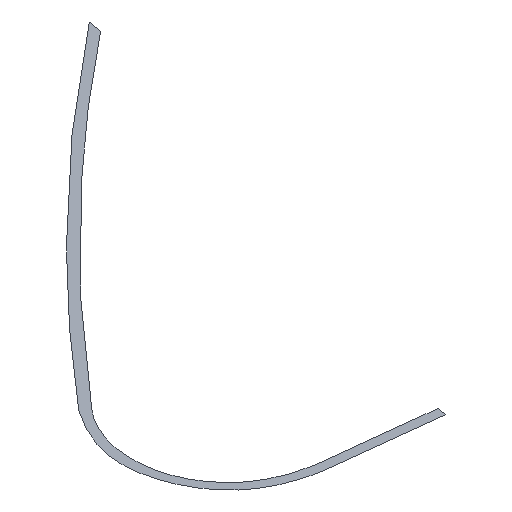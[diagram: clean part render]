
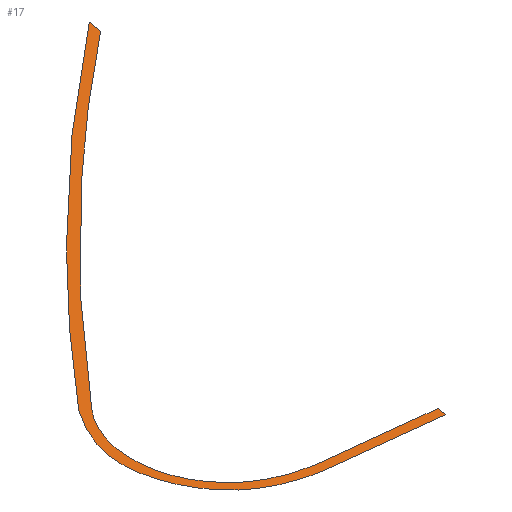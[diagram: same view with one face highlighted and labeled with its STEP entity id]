
A CAD part, isometric view. The second image highlights one B-rep face of the part: STEP entity #17.
In plain terms, the highlighted planar face has unit normal (0.003, 0.001, -1).
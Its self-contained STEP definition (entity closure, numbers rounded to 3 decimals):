
#17 = ADVANCED_FACE('',(#18),#35,.T.);
#18 = FACE_BOUND('',#19,.F.);
#19 = EDGE_LOOP('',(#20,#49,#71,#87,#103,#119,#141,#163,#185));
#20 = ORIENTED_EDGE('',*,*,#21,.T.);
#21 = EDGE_CURVE('',#22,#24,#26,.T.);
#22 = VERTEX_POINT('',#23);
#23 = CARTESIAN_POINT('',(45.334,73.933,0.217)
  );
#24 = VERTEX_POINT('',#25);
#25 = CARTESIAN_POINT('',(-28.059,2.815,
    -0.082));
#26 = SURFACE_CURVE('',#27,(#34),.PCURVE_S1.);
#27 = B_SPLINE_CURVE_WITH_KNOTS('',3,(#28,#29,#30,#31,#32,#33),
  .UNSPECIFIED.,.F.,.F.,(4,1,1,4),(0.,0.333,0.667,1.),
  .UNSPECIFIED.);
#28 = CARTESIAN_POINT('',(45.334,73.933,0.217)
  );
#29 = CARTESIAN_POINT('',(36.381,66.882,0.182
    ));
#30 = CARTESIAN_POINT('',(19.006,52.211,0.114
    ));
#31 = CARTESIAN_POINT('',(-5.527,28.438,
    0.014));
#32 = CARTESIAN_POINT('',(-20.733,11.538,
    -0.05));
#33 = CARTESIAN_POINT('',(-28.059,2.815,
    -0.082));
#34 = PCURVE('',#35,#40);
#35 = PLANE('',#36);
#36 = AXIS2_PLACEMENT_3D('',#37,#38,#39);
#37 = CARTESIAN_POINT('',(45.894,74.456,0.219));
#38 = DIRECTION('',(0.003,0.001,-1.
    ));
#39 = DIRECTION('',(-0.175,-0.985,-0.002)
  );
#40 = DEFINITIONAL_REPRESENTATION('',(#41),#48);
#41 = B_SPLINE_CURVE_WITH_KNOTS('',3,(#42,#43,#44,#45,#46,#47),
  .UNSPECIFIED.,.F.,.F.,(4,1,1,4),(0.,0.333,0.667,1.),
  .UNSPECIFIED.);
#42 = CARTESIAN_POINT('',(0.612,0.46));
#43 = CARTESIAN_POINT('',(9.118,8.046));
#44 = CARTESIAN_POINT('',(26.596,22.594));
#45 = CARTESIAN_POINT('',(54.285,42.602));
#46 = CARTESIAN_POINT('',(73.58,54.625));
#47 = CARTESIAN_POINT('',(83.448,60.317));
#48 = ( GEOMETRIC_REPRESENTATION_CONTEXT(2) 
PARAMETRIC_REPRESENTATION_CONTEXT() REPRESENTATION_CONTEXT('2D SPACE',''
  ) );
#49 = ORIENTED_EDGE('',*,*,#50,.T.);
#50 = EDGE_CURVE('',#24,#51,#53,.T.);
#51 = VERTEX_POINT('',#52);
#52 = CARTESIAN_POINT('',(-13.143,-34.822,
    -0.077));
#53 = SURFACE_CURVE('',#54,(#61),.PCURVE_S1.);
#54 = B_SPLINE_CURVE_WITH_KNOTS('',3,(#55,#56,#57,#58,#59,#60),
  .UNSPECIFIED.,.F.,.F.,(4,1,1,4),(0.,0.333,0.667,1.),
  .UNSPECIFIED.);
#55 = CARTESIAN_POINT('',(-28.059,2.815,
    -0.082));
#56 = CARTESIAN_POINT('',(-31.759,-2.461,
    -0.099));
#57 = CARTESIAN_POINT('',(-35.565,-12.333,
    -0.121));
#58 = CARTESIAN_POINT('',(-28.553,-29.252,
    -0.118));
#59 = CARTESIAN_POINT('',(-19.264,-33.651,
    -0.095));
#60 = CARTESIAN_POINT('',(-13.143,-34.822,
    -0.077));
#61 = PCURVE('',#35,#62);
#62 = DEFINITIONAL_REPRESENTATION('',(#63),#70);
#63 = B_SPLINE_CURVE_WITH_KNOTS('',3,(#64,#65,#66,#67,#68,#69),
  .UNSPECIFIED.,.F.,.F.,(4,1,1,4),(0.,0.333,0.667,1.),
  .UNSPECIFIED.);
#64 = CARTESIAN_POINT('',(83.448,60.317));
#65 = CARTESIAN_POINT('',(89.288,63.04));
#66 = CARTESIAN_POINT('',(99.673,65.064));
#67 = CARTESIAN_POINT('',(115.108,55.207));
#68 = CARTESIAN_POINT('',(117.819,45.293));
#69 = CARTESIAN_POINT('',(117.903,39.062));
#70 = ( GEOMETRIC_REPRESENTATION_CONTEXT(2) 
PARAMETRIC_REPRESENTATION_CONTEXT() REPRESENTATION_CONTEXT('2D SPACE',''
  ) );
#71 = ORIENTED_EDGE('',*,*,#72,.T.);
#72 = EDGE_CURVE('',#51,#73,#75,.T.);
#73 = VERTEX_POINT('',#74);
#74 = CARTESIAN_POINT('',(10.634,-37.626,
    -0.008));
#75 = SURFACE_CURVE('',#76,(#80),.PCURVE_S1.);
#76 = LINE('',#77,#78);
#77 = CARTESIAN_POINT('',(-13.143,-34.822,
    -0.077));
#78 = VECTOR('',#79,1.);
#79 = DIRECTION('',(0.993,-0.117,0.003));
#80 = PCURVE('',#35,#81);
#81 = DEFINITIONAL_REPRESENTATION('',(#82),#86);
#82 = LINE('',#83,#84);
#83 = CARTESIAN_POINT('',(117.903,39.062));
#84 = VECTOR('',#85,1.);
#85 = DIRECTION('',(-0.058,-0.998));
#86 = ( GEOMETRIC_REPRESENTATION_CONTEXT(2) 
PARAMETRIC_REPRESENTATION_CONTEXT() REPRESENTATION_CONTEXT('2D SPACE',''
  ) );
#87 = ORIENTED_EDGE('',*,*,#88,.T.);
#88 = EDGE_CURVE('',#73,#89,#91,.T.);
#89 = VERTEX_POINT('',#90);
#90 = CARTESIAN_POINT('',(10.984,-35.654,
    -0.005));
#91 = SURFACE_CURVE('',#92,(#96),.PCURVE_S1.);
#92 = LINE('',#93,#94);
#93 = CARTESIAN_POINT('',(10.634,-37.626,
    -0.008));
#94 = VECTOR('',#95,1.);
#95 = DIRECTION('',(0.175,0.985,0.002));
#96 = PCURVE('',#35,#97);
#97 = DEFINITIONAL_REPRESENTATION('',(#98),#102);
#98 = LINE('',#99,#100);
#99 = CARTESIAN_POINT('',(116.516,15.16));
#100 = VECTOR('',#101,1.);
#101 = DIRECTION('',(-1.,0.));
#102 = ( GEOMETRIC_REPRESENTATION_CONTEXT(2) 
PARAMETRIC_REPRESENTATION_CONTEXT() REPRESENTATION_CONTEXT('2D SPACE',''
  ) );
#103 = ORIENTED_EDGE('',*,*,#104,.T.);
#104 = EDGE_CURVE('',#89,#105,#107,.T.);
#105 = VERTEX_POINT('',#106);
#106 = CARTESIAN_POINT('',(-12.909,-32.835,
    -0.075));
#107 = SURFACE_CURVE('',#108,(#112),.PCURVE_S1.);
#108 = LINE('',#109,#110);
#109 = CARTESIAN_POINT('',(10.984,-35.654,
    -0.005));
#110 = VECTOR('',#111,1.);
#111 = DIRECTION('',(-0.993,0.117,-0.003)
  );
#112 = PCURVE('',#35,#113);
#113 = DEFINITIONAL_REPRESENTATION('',(#114),#118);
#114 = LINE('',#115,#116);
#115 = CARTESIAN_POINT('',(114.512,15.16));
#116 = VECTOR('',#117,1.);
#117 = DIRECTION('',(0.058,0.998));
#118 = ( GEOMETRIC_REPRESENTATION_CONTEXT(2) 
PARAMETRIC_REPRESENTATION_CONTEXT() REPRESENTATION_CONTEXT('2D SPACE',''
  ) );
#119 = ORIENTED_EDGE('',*,*,#120,.T.);
#120 = EDGE_CURVE('',#105,#121,#123,.T.);
#121 = VERTEX_POINT('',#122);
#122 = CARTESIAN_POINT('',(-31.122,-8.309,
    -0.103));
#123 = SURFACE_CURVE('',#124,(#131),.PCURVE_S1.);
#124 = B_SPLINE_CURVE_WITH_KNOTS('',3,(#125,#126,#127,#128,#129,#130),
  .UNSPECIFIED.,.F.,.F.,(4,1,1,4),(0.,0.333,0.667,1.),
  .UNSPECIFIED.);
#125 = CARTESIAN_POINT('',(-12.909,-32.835,
    -0.075));
#126 = CARTESIAN_POINT('',(-17.16,-32.08,
    -0.087));
#127 = CARTESIAN_POINT('',(-24.186,-29.243,
    -0.105));
#128 = CARTESIAN_POINT('',(-31.005,-19.856,
    -0.115));
#129 = CARTESIAN_POINT('',(-31.654,-12.473,
    -0.109));
#130 = CARTESIAN_POINT('',(-31.122,-8.309,
    -0.103));
#131 = PCURVE('',#35,#132);
#132 = DEFINITIONAL_REPRESENTATION('',(#133),#140);
#133 = B_SPLINE_CURVE_WITH_KNOTS('',3,(#134,#135,#136,#137,#138,#139),
  .UNSPECIFIED.,.F.,.F.,(4,1,1,4),(0.,0.333,0.667,1.),
  .UNSPECIFIED.);
#134 = CARTESIAN_POINT('',(115.907,39.178));
#135 = CARTESIAN_POINT('',(115.905,43.496));
#136 = CARTESIAN_POINT('',(114.337,50.909));
#137 = CARTESIAN_POINT('',(106.284,59.261));
#138 = CARTESIAN_POINT('',(99.128,61.189));
#139 = CARTESIAN_POINT('',(94.935,61.392));
#140 = ( GEOMETRIC_REPRESENTATION_CONTEXT(2) 
PARAMETRIC_REPRESENTATION_CONTEXT() REPRESENTATION_CONTEXT('2D SPACE',''
  ) );
#141 = ORIENTED_EDGE('',*,*,#142,.T.);
#142 = EDGE_CURVE('',#121,#143,#145,.T.);
#143 = VERTEX_POINT('',#144);
#144 = CARTESIAN_POINT('',(-26.527,1.53,
    -0.079));
#145 = SURFACE_CURVE('',#146,(#153),.PCURVE_S1.);
#146 = B_SPLINE_CURVE_WITH_KNOTS('',3,(#147,#148,#149,#150,#151,#152),
  .UNSPECIFIED.,.F.,.F.,(4,1,1,4),(0.,0.333,0.667,1.),
  .UNSPECIFIED.);
#147 = CARTESIAN_POINT('',(-31.122,-8.309,
    -0.103));
#148 = CARTESIAN_POINT('',(-30.916,-7.119,
    -0.101));
#149 = CARTESIAN_POINT('',(-30.299,-4.803,
    -0.097));
#150 = CARTESIAN_POINT('',(-28.774,-1.517,
    -0.089));
#151 = CARTESIAN_POINT('',(-27.344,0.536,
    -0.082));
#152 = CARTESIAN_POINT('',(-26.527,1.53,
    -0.079));
#153 = PCURVE('',#35,#154);
#154 = DEFINITIONAL_REPRESENTATION('',(#155),#162);
#155 = B_SPLINE_CURVE_WITH_KNOTS('',3,(#156,#157,#158,#159,#160,#161),
  .UNSPECIFIED.,.F.,.F.,(4,1,1,4),(0.,0.333,0.667,1.),
  .UNSPECIFIED.);
#156 = CARTESIAN_POINT('',(94.935,61.392));
#157 = CARTESIAN_POINT('',(93.727,61.396));
#158 = CARTESIAN_POINT('',(91.339,61.193));
#159 = CARTESIAN_POINT('',(87.838,60.265));
#160 = CARTESIAN_POINT('',(85.566,59.215));
#161 = CARTESIAN_POINT('',(84.445,58.584));
#162 = ( GEOMETRIC_REPRESENTATION_CONTEXT(2) 
PARAMETRIC_REPRESENTATION_CONTEXT() REPRESENTATION_CONTEXT('2D SPACE',''
  ) );
#163 = ORIENTED_EDGE('',*,*,#164,.T.);
#164 = EDGE_CURVE('',#143,#165,#167,.T.);
#165 = VERTEX_POINT('',#166);
#166 = CARTESIAN_POINT('',(44.808,70.968,
    0.212));
#167 = SURFACE_CURVE('',#168,(#175),.PCURVE_S1.);
#168 = B_SPLINE_CURVE_WITH_KNOTS('',3,(#169,#170,#171,#172,#173,#174),
  .UNSPECIFIED.,.F.,.F.,(4,1,1,4),(0.,0.333,0.667,1.),
  .UNSPECIFIED.);
#169 = CARTESIAN_POINT('',(-26.527,1.53,
    -0.079));
#170 = CARTESIAN_POINT('',(-19.392,10.029,
    -0.048));
#171 = CARTESIAN_POINT('',(-4.594,26.506,
    0.015));
#172 = CARTESIAN_POINT('',(19.257,49.723,0.112
    ));
#173 = CARTESIAN_POINT('',(36.123,64.068,
    0.179));
#174 = CARTESIAN_POINT('',(44.808,70.968,
    0.212));
#175 = PCURVE('',#35,#176);
#176 = DEFINITIONAL_REPRESENTATION('',(#177),#184);
#177 = B_SPLINE_CURVE_WITH_KNOTS('',3,(#178,#179,#180,#181,#182,#183),
  .UNSPECIFIED.,.F.,.F.,(4,1,1,4),(0.,0.333,0.667,1.),
  .UNSPECIFIED.);
#178 = CARTESIAN_POINT('',(84.445,58.584));
#179 = CARTESIAN_POINT('',(74.831,53.042));
#180 = CARTESIAN_POINT('',(56.025,41.347));
#181 = CARTESIAN_POINT('',(29.001,21.912));
#182 = CARTESIAN_POINT('',(11.934,7.809));
#183 = CARTESIAN_POINT('',(3.624,0.46));
#184 = ( GEOMETRIC_REPRESENTATION_CONTEXT(2) 
PARAMETRIC_REPRESENTATION_CONTEXT() REPRESENTATION_CONTEXT('2D SPACE',''
  ) );
#185 = ORIENTED_EDGE('',*,*,#186,.T.);
#186 = EDGE_CURVE('',#165,#22,#187,.T.);
#187 = SURFACE_CURVE('',#188,(#192),.PCURVE_S1.);
#188 = LINE('',#189,#190);
#189 = CARTESIAN_POINT('',(44.808,70.968,
    0.212));
#190 = VECTOR('',#191,1.);
#191 = DIRECTION('',(0.175,0.985,0.002));
#192 = PCURVE('',#35,#193);
#193 = DEFINITIONAL_REPRESENTATION('',(#194),#198);
#194 = LINE('',#195,#196);
#195 = CARTESIAN_POINT('',(3.624,0.46));
#196 = VECTOR('',#197,1.);
#197 = DIRECTION('',(-1.,0.));
#198 = ( GEOMETRIC_REPRESENTATION_CONTEXT(2) 
PARAMETRIC_REPRESENTATION_CONTEXT() REPRESENTATION_CONTEXT('2D SPACE',''
  ) );
